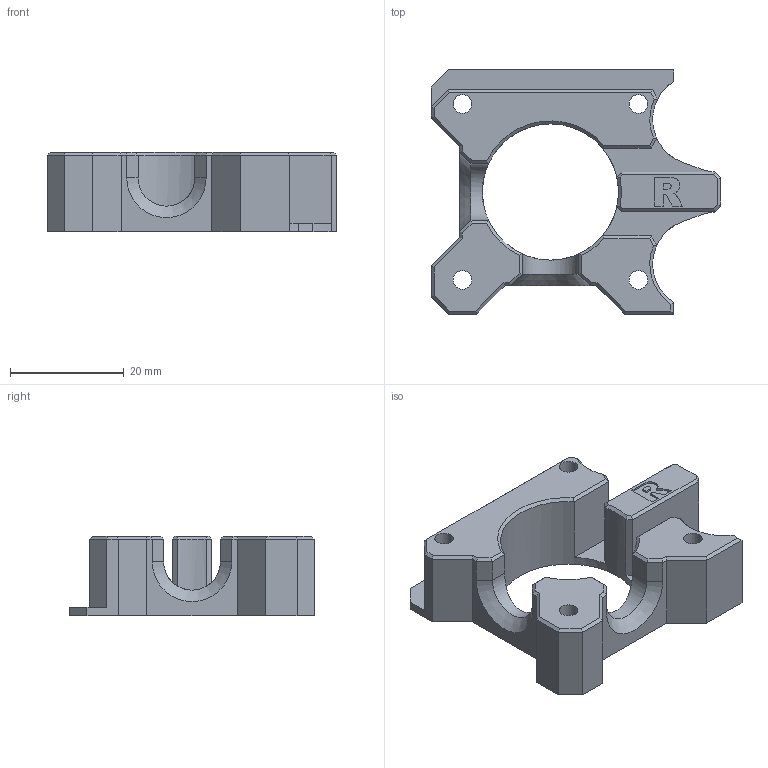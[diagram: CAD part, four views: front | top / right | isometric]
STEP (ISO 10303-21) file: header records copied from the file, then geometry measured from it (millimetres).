
FILE_DESCRIPTION(/* description */ (''),/* implementation_level */ '2;1');
FILE_NAME(/* name */ 'xy_motor_cage_bottom_right_3.1.step',/* time_stamp */ '2022-06-14T17:23:32+01:00',/* author */ (''),/* organization */ (''),/* preprocessor_version */ 'ST-DEVELOPER v19',/* originating_system */ 'Autodesk Translation Framework v11.7.0.108',/* authorisation */ '');
FILE_SCHEMA (('AUTOMOTIVE_DESIGN { 1 0 10303 214 3 1 1 }'));
Length unit declared in the file: millimetre
Products named in the file (1): xy_motor_cage_bottom_right_3.1
Bounding box: 51 x 43 x 14 mm (x, y, z)
Volume: 11686.6 mm3; surface area: 6388 mm2
Topology: 1 solids, 1 shells, 131 faces, 338 edges, 210 vertices
Faces by surface type: plane 96, bspline 16, cylinder 11, cone 8
Full cylindrical faces by diameter (mm): 3.3 x4, 24 x1
Entity records: 4134 total; most frequent: CARTESIAN_POINT 1024, ORIENTED_EDGE 676, DIRECTION 559, EDGE_CURVE 338, LINE 253, VECTOR 253, VERTEX_POINT 210, AXIS2_PLACEMENT_3D 153
